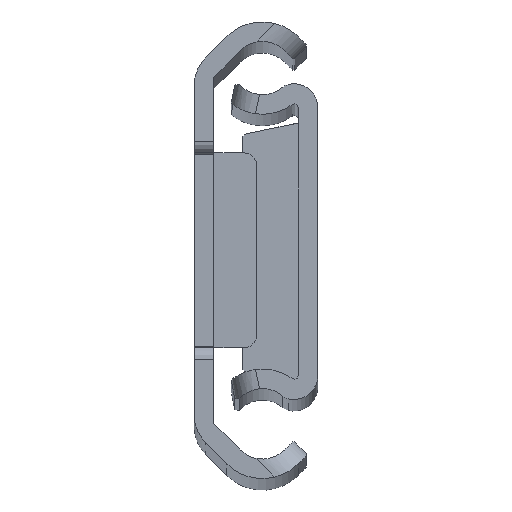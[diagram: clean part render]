
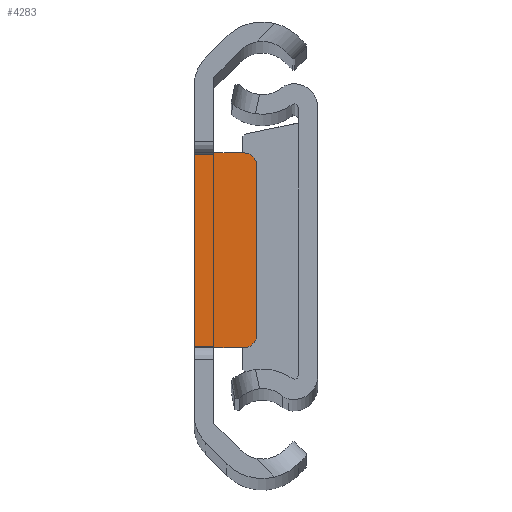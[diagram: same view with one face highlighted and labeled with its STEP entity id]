
A CAD part, top view. The second image highlights one B-rep face of the part: STEP entity #4283.
In plain terms, the highlighted planar face has unit normal (0, 0, 1).
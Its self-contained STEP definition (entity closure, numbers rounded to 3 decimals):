
#118 = ORIENTED_EDGE ( 'NONE', *, *, #1359, .T. ) ;
#153 = LINE ( 'NONE', #3733, #5194 ) ;
#210 = DIRECTION ( 'NONE',  ( 0., -1., 0. ) ) ;
#315 = VERTEX_POINT ( 'NONE', #3955 ) ;
#545 = CARTESIAN_POINT ( 'NONE',  ( 0., 7.5, -2.2 ) ) ;
#546 = CARTESIAN_POINT ( 'NONE',  ( 3.3, -7.5, -2.2 ) ) ;
#549 = ORIENTED_EDGE ( 'NONE', *, *, #5067, .T. ) ;
#565 = CARTESIAN_POINT ( 'NONE',  ( 2.3, -6.5, -2.2 ) ) ;
#571 = EDGE_CURVE ( 'NONE', #3314, #2697, #2637, .T. ) ;
#726 = DIRECTION ( 'NONE',  ( 0., 1., 0. ) ) ;
#844 = AXIS2_PLACEMENT_3D ( 'NONE', #4631, #1434, #2568 ) ;
#1032 = ORIENTED_EDGE ( 'NONE', *, *, #1384, .T. ) ;
#1212 = LINE ( 'NONE', #4889, #1692 ) ;
#1302 = CIRCLE ( 'NONE', #3940, 1. ) ;
#1359 = EDGE_CURVE ( 'NONE', #3588, #2697, #1212, .T. ) ;
#1370 = CARTESIAN_POINT ( 'NONE',  ( 0., -7.5, -2.2 ) ) ;
#1384 = EDGE_CURVE ( 'NONE', #2809, #4040, #153, .T. ) ;
#1434 = DIRECTION ( 'NONE',  ( 0., 0., 1. ) ) ;
#1547 = EDGE_CURVE ( 'NONE', #315, #3983, #2311, .T. ) ;
#1627 = VECTOR ( 'NONE', #5074, 1000. ) ;
#1634 = DIRECTION ( 'NONE',  ( 1., 0., 0. ) ) ;
#1640 = VERTEX_POINT ( 'NONE', #4345 ) ;
#1680 = CARTESIAN_POINT ( 'NONE',  ( -1.5, 7.5, -2.2 ) ) ;
#1692 = VECTOR ( 'NONE', #1634, 1000. ) ;
#1984 = EDGE_LOOP ( 'NONE', ( #4020, #549, #1032, #2916, #4823, #118, #2635, #4499 ) ) ;
#2182 = CARTESIAN_POINT ( 'NONE',  ( 2.3, 7.5, -2.2 ) ) ;
#2311 = LINE ( 'NONE', #4312, #3801 ) ;
#2568 = DIRECTION ( 'NONE',  ( 0., 1., 0. ) ) ;
#2572 = VECTOR ( 'NONE', #726, 1000. ) ;
#2635 = ORIENTED_EDGE ( 'NONE', *, *, #571, .F. ) ;
#2637 = LINE ( 'NONE', #546, #1627 ) ;
#2697 = VERTEX_POINT ( 'NONE', #1370 ) ;
#2740 = LINE ( 'NONE', #4370, #2572 ) ;
#2802 = DIRECTION ( 'NONE',  ( 0., 0., -1. ) ) ;
#2809 = VERTEX_POINT ( 'NONE', #2182 ) ;
#2916 = ORIENTED_EDGE ( 'NONE', *, *, #4426, .F. ) ;
#2987 = DIRECTION ( 'NONE',  ( 0., 0., 1. ) ) ;
#3128 = FACE_OUTER_BOUND ( 'NONE', #1984, .T. ) ;
#3181 = DIRECTION ( 'NONE',  ( 0., 1., 0. ) ) ;
#3277 = CARTESIAN_POINT ( 'NONE',  ( -1.5, -7.5, -2.2 ) ) ;
#3300 = VECTOR ( 'NONE', #3335, 1000. ) ;
#3314 = VERTEX_POINT ( 'NONE', #4258 ) ;
#3335 = DIRECTION ( 'NONE',  ( 1., 0., 0. ) ) ;
#3341 = EDGE_CURVE ( 'NONE', #3314, #3983, #1302, .T. ) ;
#3493 = EDGE_CURVE ( 'NONE', #3588, #1640, #2740, .T. ) ;
#3588 = VERTEX_POINT ( 'NONE', #3277 ) ;
#3733 = CARTESIAN_POINT ( 'NONE',  ( 3.3, 7.5, -2.2 ) ) ;
#3760 = CARTESIAN_POINT ( 'NONE',  ( 3.3, -6.5, -2.2 ) ) ;
#3801 = VECTOR ( 'NONE', #210, 1000. ) ;
#3897 = AXIS2_PLACEMENT_3D ( 'NONE', #4832, #2802, #3181 ) ;
#3940 = AXIS2_PLACEMENT_3D ( 'NONE', #565, #2987, #4612 ) ;
#3955 = CARTESIAN_POINT ( 'NONE',  ( 3.3, 6.5, -2.2 ) ) ;
#3983 = VERTEX_POINT ( 'NONE', #3760 ) ;
#4020 = ORIENTED_EDGE ( 'NONE', *, *, #1547, .F. ) ;
#4024 = PLANE ( 'NONE',  #3897 ) ;
#4040 = VERTEX_POINT ( 'NONE', #545 ) ;
#4106 = DIRECTION ( 'NONE',  ( -1., 0., 0. ) ) ;
#4258 = CARTESIAN_POINT ( 'NONE',  ( 2.3, -7.5, -2.2 ) ) ;
#4283 = ADVANCED_FACE ( 'NONE', ( #3128 ), #4024, .F. ) ;
#4312 = CARTESIAN_POINT ( 'NONE',  ( 3.3, -7.5, -2.2 ) ) ;
#4345 = CARTESIAN_POINT ( 'NONE',  ( -1.5, 7.5, -2.2 ) ) ;
#4370 = CARTESIAN_POINT ( 'NONE',  ( -1.5, 7.5, -2.2 ) ) ;
#4426 = EDGE_CURVE ( 'NONE', #1640, #4040, #4537, .T. ) ;
#4499 = ORIENTED_EDGE ( 'NONE', *, *, #3341, .T. ) ;
#4537 = LINE ( 'NONE', #1680, #3300 ) ;
#4612 = DIRECTION ( 'NONE',  ( 0., 1., 0. ) ) ;
#4631 = CARTESIAN_POINT ( 'NONE',  ( 2.3, 6.5, -2.2 ) ) ;
#4823 = ORIENTED_EDGE ( 'NONE', *, *, #3493, .F. ) ;
#4832 = CARTESIAN_POINT ( 'NONE',  ( -1.5, 7.5, -2.2 ) ) ;
#4889 = CARTESIAN_POINT ( 'NONE',  ( -1.5, -7.5, -2.2 ) ) ;
#5067 = EDGE_CURVE ( 'NONE', #315, #2809, #5189, .T. ) ;
#5074 = DIRECTION ( 'NONE',  ( -1., 0., 0. ) ) ;
#5189 = CIRCLE ( 'NONE', #844, 1. ) ;
#5194 = VECTOR ( 'NONE', #4106, 1000. ) ;
